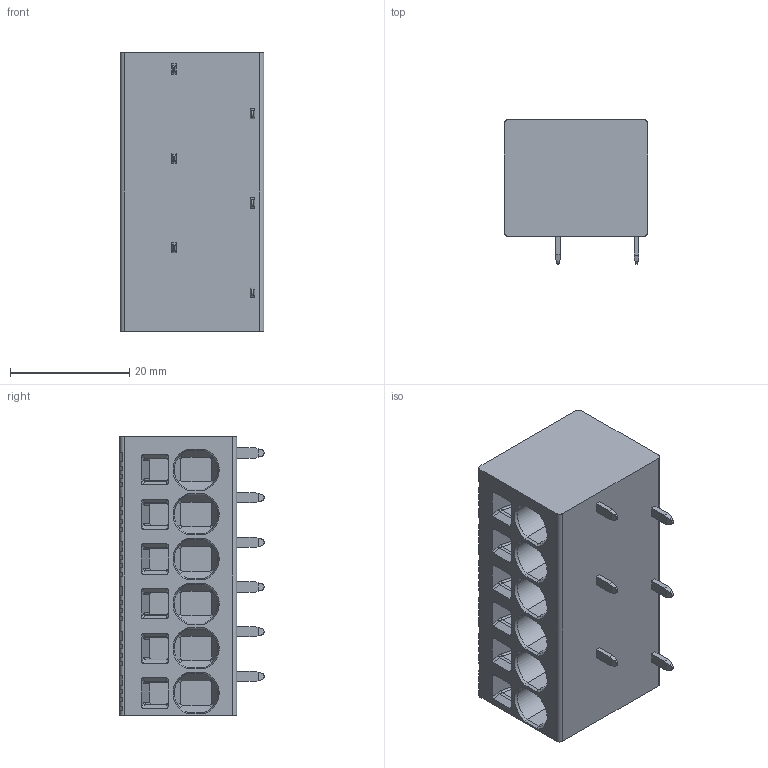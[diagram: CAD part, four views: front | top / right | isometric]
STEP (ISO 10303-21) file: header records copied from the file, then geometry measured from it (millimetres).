
FILE_DESCRIPTION((''),'2;1');
FILE_NAME('TLM-404R','2024-09-21T',('sj'),(''),'PRO/ENGINEER BY PARAMETRIC TECHNOLOGY CORPORATION, 2013240','PRO/ENGINEER BY PARAMETRIC TECHNOLOGY CORPORATION, 2013240','');
FILE_SCHEMA(('AUTOMOTIVE_DESIGN_CC2 { 1 2 10303 214 -1 1 5 2 }'));
Length unit declared in the file: millimetre
Products named in the file (1): TLM-404R
Bounding box: 24.15 x 24.2 x 46.8 mm (x, y, z)
Volume: 19822 mm3; surface area: 6690.7 mm2
Topology: 1 solids, 1 shells, 387 faces, 1030 edges, 663 vertices
Faces by surface type: plane 246, cylinder 105, bspline 12, torus 12, cone 12
Entity records: 12642 total; most frequent: CARTESIAN_POINT 3274, ORIENTED_EDGE 2060, DIRECTION 1761, EDGE_CURVE 1030, VECTOR 687, LINE 687, VERTEX_POINT 663, AXIS2_PLACEMENT_3D 537
